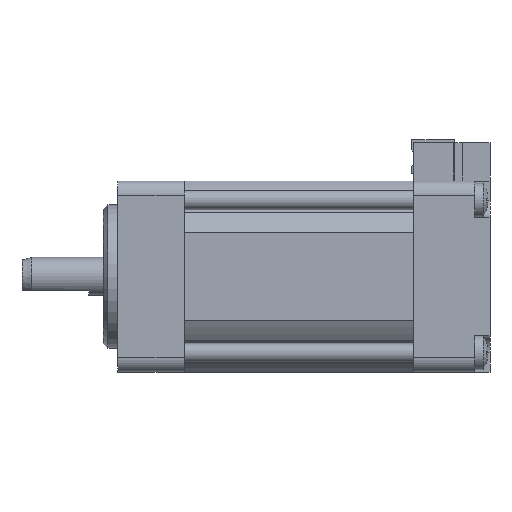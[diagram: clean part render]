
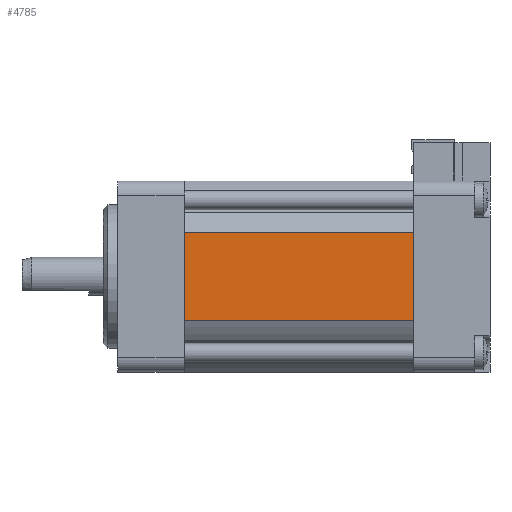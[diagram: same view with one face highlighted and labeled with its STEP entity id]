
A CAD part, left-side view. The second image highlights one B-rep face of the part: STEP entity #4785.
In plain terms, the highlighted planar face has unit normal (-1, 0, 0).
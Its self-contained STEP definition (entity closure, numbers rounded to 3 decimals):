
#267 = DIRECTION ( 'NONE',  ( 0., -1., 0. ) ) ;
#271 = CARTESIAN_POINT ( 'NONE',  ( -10., 32., -4.583 ) ) ;
#278 = CARTESIAN_POINT ( 'NONE',  ( -10., 8., 4.583 ) ) ;
#279 = DIRECTION ( 'NONE',  ( 0., 0., 1. ) ) ;
#287 = CARTESIAN_POINT ( 'NONE',  ( -10., 32., 4.583 ) ) ;
#289 = DIRECTION ( 'NONE',  ( 0., -1., 0. ) ) ;
#290 = DIRECTION ( 'NONE',  ( 0., 0., 1. ) ) ;
#296 = CARTESIAN_POINT ( 'NONE',  ( -10., 32., 4.583 ) ) ;
#999 = CARTESIAN_POINT ( 'NONE',  ( -10., 32., 4.583 ) ) ;
#1132 = DIRECTION ( 'NONE',  ( 0., 0., -1. ) ) ;
#1897 = VERTEX_POINT ( 'NONE', #6659 ) ;
#1902 = VERTEX_POINT ( 'NONE', #6655 ) ;
#1909 = VERTEX_POINT ( 'NONE', #6648 ) ;
#1948 = VERTEX_POINT ( 'NONE', #6625 ) ;
#2425 = EDGE_LOOP ( 'NONE', ( #3192, #3191, #3190, #3189 ) ) ;
#3189 = ORIENTED_EDGE ( 'NONE', *, *, #4866, .T. ) ;
#3190 = ORIENTED_EDGE ( 'NONE', *, *, #4876, .F. ) ;
#3191 = ORIENTED_EDGE ( 'NONE', *, *, #4871, .F. ) ;
#3192 = ORIENTED_EDGE ( 'NONE', *, *, #4870, .T. ) ;
#4785 = ADVANCED_FACE ( 'NONE', ( #5508 ), #8402, .F. ) ;
#4866 = EDGE_CURVE ( 'NONE', #1902, #1897, #6149, .T. ) ;
#4870 = EDGE_CURVE ( 'NONE', #1897, #1948, #6154, .T. ) ;
#4871 = EDGE_CURVE ( 'NONE', #1909, #1948, #6155, .T. ) ;
#4876 = EDGE_CURVE ( 'NONE', #1902, #1909, #6164, .T. ) ;
#5508 = FACE_OUTER_BOUND ( 'NONE', #2425, .T. ) ;
#6149 = LINE ( 'NONE', #271, #6151 ) ;
#6151 = VECTOR ( 'NONE', #267, 1000. ) ;
#6154 = LINE ( 'NONE', #278, #6156 ) ;
#6155 = LINE ( 'NONE', #287, #6158 ) ;
#6156 = VECTOR ( 'NONE', #279, 1000. ) ;
#6158 = VECTOR ( 'NONE', #289, 1000. ) ;
#6164 = LINE ( 'NONE', #296, #6166 ) ;
#6166 = VECTOR ( 'NONE', #290, 1000. ) ;
#6599 = DIRECTION ( 'NONE',  ( 1., 0., 0. ) ) ;
#6625 = CARTESIAN_POINT ( 'NONE',  ( -10., 8., 4.583 ) ) ;
#6648 = CARTESIAN_POINT ( 'NONE',  ( -10., 32., 4.583 ) ) ;
#6655 = CARTESIAN_POINT ( 'NONE',  ( -10., 32., -4.583 ) ) ;
#6659 = CARTESIAN_POINT ( 'NONE',  ( -10., 8., -4.583 ) ) ;
#8402 = PLANE ( 'NONE',  #8762 ) ;
#8762 = AXIS2_PLACEMENT_3D ( 'NONE', #999, #6599, #1132 ) ;
